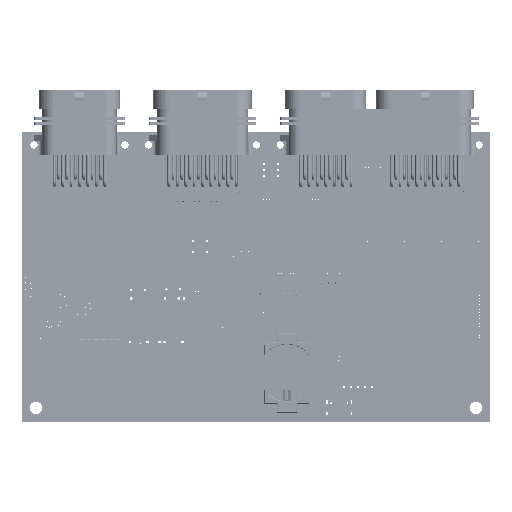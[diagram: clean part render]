
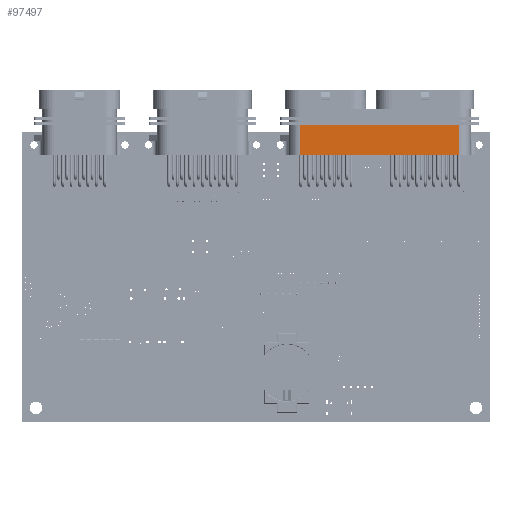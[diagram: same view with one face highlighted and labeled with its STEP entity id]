
A CAD part, top view. The second image highlights one B-rep face of the part: STEP entity #97497.
In plain terms, the highlighted face is planar.
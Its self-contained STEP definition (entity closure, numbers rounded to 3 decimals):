
#90526 = PLANE('',#90527);
#90527 = AXIS2_PLACEMENT_3D('',#90528,#90529,#90530);
#90528 = CARTESIAN_POINT('',(0.,0.,-23.));
#90529 = DIRECTION('',(0.,0.,1.));
#90530 = DIRECTION('',(1.,0.,-0.));
#90859 = PLANE('',#90860);
#90860 = AXIS2_PLACEMENT_3D('',#90861,#90862,#90863);
#90861 = CARTESIAN_POINT('',(0.,0.,-12.5));
#90862 = DIRECTION('',(0.,0.,1.));
#90863 = DIRECTION('',(1.,0.,-0.));
#96973 = VERTEX_POINT('',#96974);
#96974 = CARTESIAN_POINT('',(-31.25,10.7,-12.5));
#96989 = CYLINDRICAL_SURFACE('',#96990,4.25);
#96990 = AXIS2_PLACEMENT_3D('',#96991,#96992,#96993);
#96991 = CARTESIAN_POINT('',(-31.25,6.45,0.));
#96992 = DIRECTION('',(0.,0.,1.));
#96993 = DIRECTION('',(1.,0.,-0.));
#97001 = EDGE_CURVE('',#97002,#96973,#97004,.T.);
#97002 = VERTEX_POINT('',#97003);
#97003 = CARTESIAN_POINT('',(25.25,10.7,-12.5));
#97004 = SURFACE_CURVE('',#97005,(#97009,#97016),.PCURVE_S1.);
#97005 = LINE('',#97006,#97007);
#97006 = CARTESIAN_POINT('',(25.25,10.7,-12.5));
#97007 = VECTOR('',#97008,1.);
#97008 = DIRECTION('',(-1.,0.,0.));
#97009 = PCURVE('',#90859,#97010);
#97010 = DEFINITIONAL_REPRESENTATION('',(#97011),#97015);
#97011 = LINE('',#97012,#97013);
#97012 = CARTESIAN_POINT('',(25.25,10.7));
#97013 = VECTOR('',#97014,1.);
#97014 = DIRECTION('',(-1.,0.));
#97015 = ( GEOMETRIC_REPRESENTATION_CONTEXT(2) 
PARAMETRIC_REPRESENTATION_CONTEXT() REPRESENTATION_CONTEXT('2D SPACE',''
  ) );
#97016 = PCURVE('',#97017,#97022);
#97017 = PLANE('',#97018);
#97018 = AXIS2_PLACEMENT_3D('',#97019,#97020,#97021);
#97019 = CARTESIAN_POINT('',(25.25,10.7,0.));
#97020 = DIRECTION('',(0.,1.,0.));
#97021 = DIRECTION('',(-1.,0.,0.));
#97022 = DEFINITIONAL_REPRESENTATION('',(#97023),#97027);
#97023 = LINE('',#97024,#97025);
#97024 = CARTESIAN_POINT('',(0.,-12.5));
#97025 = VECTOR('',#97026,1.);
#97026 = DIRECTION('',(1.,0.));
#97027 = ( GEOMETRIC_REPRESENTATION_CONTEXT(2) 
PARAMETRIC_REPRESENTATION_CONTEXT() REPRESENTATION_CONTEXT('2D SPACE',''
  ) );
#97046 = CYLINDRICAL_SURFACE('',#97047,4.25);
#97047 = AXIS2_PLACEMENT_3D('',#97048,#97049,#97050);
#97048 = CARTESIAN_POINT('',(25.25,6.45,0.));
#97049 = DIRECTION('',(0.,0.,1.));
#97050 = DIRECTION('',(1.,0.,-0.));
#97402 = EDGE_CURVE('',#96973,#97403,#97405,.T.);
#97403 = VERTEX_POINT('',#97404);
#97404 = CARTESIAN_POINT('',(-31.25,10.7,-23.));
#97405 = SURFACE_CURVE('',#97406,(#97410,#97417),.PCURVE_S1.);
#97406 = LINE('',#97407,#97408);
#97407 = CARTESIAN_POINT('',(-31.25,10.7,-12.5));
#97408 = VECTOR('',#97409,1.);
#97409 = DIRECTION('',(0.,0.,-1.));
#97410 = PCURVE('',#96989,#97411);
#97411 = DEFINITIONAL_REPRESENTATION('',(#97412),#97416);
#97412 = LINE('',#97413,#97414);
#97413 = CARTESIAN_POINT('',(1.571,-12.5));
#97414 = VECTOR('',#97415,1.);
#97415 = DIRECTION('',(0.,-1.));
#97416 = ( GEOMETRIC_REPRESENTATION_CONTEXT(2) 
PARAMETRIC_REPRESENTATION_CONTEXT() REPRESENTATION_CONTEXT('2D SPACE',''
  ) );
#97417 = PCURVE('',#97017,#97418);
#97418 = DEFINITIONAL_REPRESENTATION('',(#97419),#97423);
#97419 = LINE('',#97420,#97421);
#97420 = CARTESIAN_POINT('',(56.5,-12.5));
#97421 = VECTOR('',#97422,1.);
#97422 = DIRECTION('',(0.,-1.));
#97423 = ( GEOMETRIC_REPRESENTATION_CONTEXT(2) 
PARAMETRIC_REPRESENTATION_CONTEXT() REPRESENTATION_CONTEXT('2D SPACE',''
  ) );
#97497 = ADVANCED_FACE('',(#97498),#97017,.T.);
#97498 = FACE_BOUND('',#97499,.T.);
#97499 = EDGE_LOOP('',(#97500,#97523,#97544,#97545));
#97500 = ORIENTED_EDGE('',*,*,#97501,.T.);
#97501 = EDGE_CURVE('',#97002,#97502,#97504,.T.);
#97502 = VERTEX_POINT('',#97503);
#97503 = CARTESIAN_POINT('',(25.25,10.7,-23.));
#97504 = SURFACE_CURVE('',#97505,(#97509,#97516),.PCURVE_S1.);
#97505 = LINE('',#97506,#97507);
#97506 = CARTESIAN_POINT('',(25.25,10.7,-12.5));
#97507 = VECTOR('',#97508,1.);
#97508 = DIRECTION('',(0.,0.,-1.));
#97509 = PCURVE('',#97017,#97510);
#97510 = DEFINITIONAL_REPRESENTATION('',(#97511),#97515);
#97511 = LINE('',#97512,#97513);
#97512 = CARTESIAN_POINT('',(0.,-12.5));
#97513 = VECTOR('',#97514,1.);
#97514 = DIRECTION('',(0.,-1.));
#97515 = ( GEOMETRIC_REPRESENTATION_CONTEXT(2) 
PARAMETRIC_REPRESENTATION_CONTEXT() REPRESENTATION_CONTEXT('2D SPACE',''
  ) );
#97516 = PCURVE('',#97046,#97517);
#97517 = DEFINITIONAL_REPRESENTATION('',(#97518),#97522);
#97518 = LINE('',#97519,#97520);
#97519 = CARTESIAN_POINT('',(1.571,-12.5));
#97520 = VECTOR('',#97521,1.);
#97521 = DIRECTION('',(0.,-1.));
#97522 = ( GEOMETRIC_REPRESENTATION_CONTEXT(2) 
PARAMETRIC_REPRESENTATION_CONTEXT() REPRESENTATION_CONTEXT('2D SPACE',''
  ) );
#97523 = ORIENTED_EDGE('',*,*,#97524,.T.);
#97524 = EDGE_CURVE('',#97502,#97403,#97525,.T.);
#97525 = SURFACE_CURVE('',#97526,(#97530,#97537),.PCURVE_S1.);
#97526 = LINE('',#97527,#97528);
#97527 = CARTESIAN_POINT('',(25.25,10.7,-23.));
#97528 = VECTOR('',#97529,1.);
#97529 = DIRECTION('',(-1.,0.,0.));
#97530 = PCURVE('',#97017,#97531);
#97531 = DEFINITIONAL_REPRESENTATION('',(#97532),#97536);
#97532 = LINE('',#97533,#97534);
#97533 = CARTESIAN_POINT('',(0.,-23.));
#97534 = VECTOR('',#97535,1.);
#97535 = DIRECTION('',(1.,0.));
#97536 = ( GEOMETRIC_REPRESENTATION_CONTEXT(2) 
PARAMETRIC_REPRESENTATION_CONTEXT() REPRESENTATION_CONTEXT('2D SPACE',''
  ) );
#97537 = PCURVE('',#90526,#97538);
#97538 = DEFINITIONAL_REPRESENTATION('',(#97539),#97543);
#97539 = LINE('',#97540,#97541);
#97540 = CARTESIAN_POINT('',(25.25,10.7));
#97541 = VECTOR('',#97542,1.);
#97542 = DIRECTION('',(-1.,0.));
#97543 = ( GEOMETRIC_REPRESENTATION_CONTEXT(2) 
PARAMETRIC_REPRESENTATION_CONTEXT() REPRESENTATION_CONTEXT('2D SPACE',''
  ) );
#97544 = ORIENTED_EDGE('',*,*,#97402,.F.);
#97545 = ORIENTED_EDGE('',*,*,#97001,.F.);
